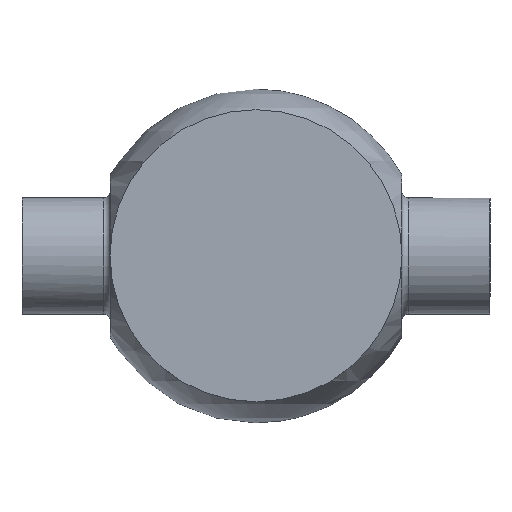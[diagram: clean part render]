
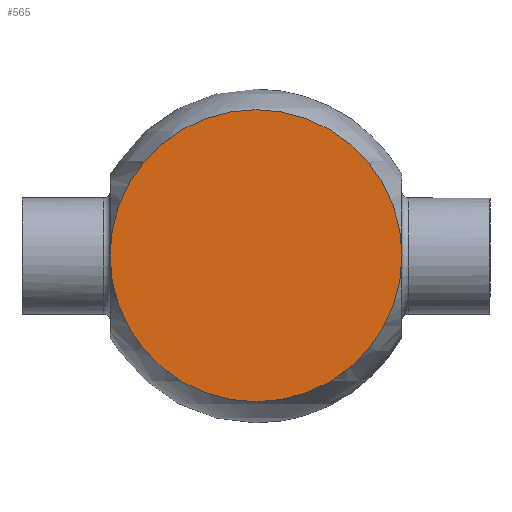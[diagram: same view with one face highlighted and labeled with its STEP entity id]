
A CAD part, top view. The second image highlights one B-rep face of the part: STEP entity #565.
In plain terms, the highlighted planar face has unit normal (0, 0, 1).
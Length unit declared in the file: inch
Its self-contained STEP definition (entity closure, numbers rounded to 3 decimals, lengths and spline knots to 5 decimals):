
#97=FACE_OUTER_BOUND('',#136,.T.);
#136=EDGE_LOOP('',(#524,#525));
#207=CIRCLE('',#685,1.2575);
#208=CIRCLE('',#686,1.2575);
#272=VERTEX_POINT('',#1080);
#273=VERTEX_POINT('',#1081);
#355=EDGE_CURVE('',#272,#273,#207,.T.);
#356=EDGE_CURVE('',#273,#272,#208,.T.);
#524=ORIENTED_EDGE('',*,*,#355,.T.);
#525=ORIENTED_EDGE('',*,*,#356,.T.);
#535=PLANE('',#687);
#565=ADVANCED_FACE('',(#97),#535,.T.);
#685=AXIS2_PLACEMENT_3D('',#1082,#899,#900);
#686=AXIS2_PLACEMENT_3D('',#1083,#901,#902);
#687=AXIS2_PLACEMENT_3D('',#1085,#904,#905);
#899=DIRECTION('center_axis',(0.,0.,
1.));
#900=DIRECTION('ref_axis',(-1.,0.,0.));
#901=DIRECTION('center_axis',(0.,0.,
1.));
#902=DIRECTION('ref_axis',(-1.,0.,0.));
#904=DIRECTION('center_axis',(0.,0.,
1.));
#905=DIRECTION('ref_axis',(0.,1.,0.));
#1080=CARTESIAN_POINT('',(-1.2575,0.,1.315));
#1081=CARTESIAN_POINT('',(1.2575,0.,1.315));
#1082=CARTESIAN_POINT('Origin',(0.,0.,
1.315));
#1083=CARTESIAN_POINT('Origin',(0.,0.,
1.315));
#1085=CARTESIAN_POINT('Origin',(-1.05728,0.,
1.315));
